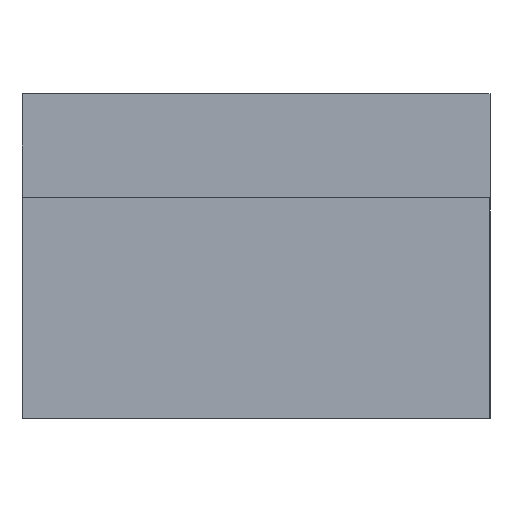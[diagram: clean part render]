
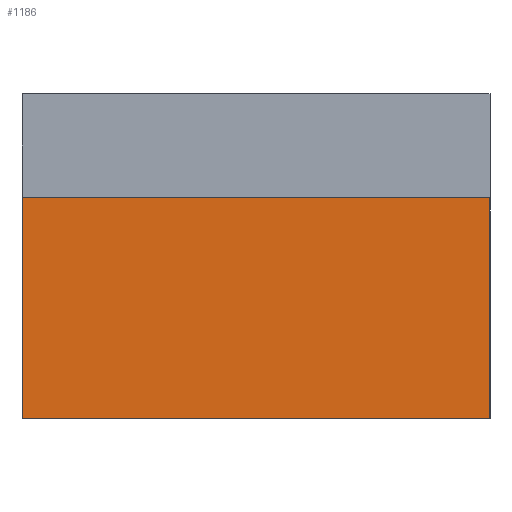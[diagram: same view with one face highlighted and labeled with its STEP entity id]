
A CAD part, left-side view. The second image highlights one B-rep face of the part: STEP entity #1186.
In plain terms, the highlighted planar face has unit normal (-1, 0, 0).
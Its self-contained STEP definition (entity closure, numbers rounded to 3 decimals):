
#91=FACE_OUTER_BOUND('',#170,.T.);
#170=EDGE_LOOP('',(#1012,#1013,#1014,#1015));
#188=LINE('',#1610,#341);
#195=LINE('',#1623,#348);
#250=LINE('',#1735,#403);
#295=LINE('',#1825,#448);
#341=VECTOR('',#1302,10.);
#348=VECTOR('',#1311,10.);
#403=VECTOR('',#1404,10.);
#448=VECTOR('',#1491,10.);
#493=VERTEX_POINT('',#1607);
#494=VERTEX_POINT('',#1609);
#499=VERTEX_POINT('',#1621);
#537=VERTEX_POINT('',#1734);
#592=EDGE_CURVE('',#493,#494,#188,.T.);
#599=EDGE_CURVE('',#499,#493,#195,.T.);
#655=EDGE_CURVE('',#494,#537,#250,.T.);
#702=EDGE_CURVE('',#499,#537,#295,.T.);
#1012=ORIENTED_EDGE('',*,*,#599,.F.);
#1013=ORIENTED_EDGE('',*,*,#702,.T.);
#1014=ORIENTED_EDGE('',*,*,#655,.F.);
#1015=ORIENTED_EDGE('',*,*,#592,.F.);
#1117=PLANE('',#1278);
#1186=ADVANCED_FACE('',(#91),#1117,.T.);
#1278=AXIS2_PLACEMENT_3D('',#1870,#1546,#1547);
#1302=DIRECTION('',(0.,0.,1.));
#1311=DIRECTION('',(0.,1.,0.));
#1404=DIRECTION('',(0.,-1.,0.));
#1491=DIRECTION('',(0.,0.,1.));
#1546=DIRECTION('center_axis',(-1.,0.,0.));
#1547=DIRECTION('ref_axis',(0.,-1.,0.));
#1607=CARTESIAN_POINT('',(0.,18.,0.));
#1609=CARTESIAN_POINT('',(0.,18.,8.5));
#1610=CARTESIAN_POINT('',(0.,18.,0.));
#1621=CARTESIAN_POINT('',(0.,0.,0.));
#1623=CARTESIAN_POINT('',(0.,0.,0.));
#1734=CARTESIAN_POINT('',(0.,0.,8.5));
#1735=CARTESIAN_POINT('',(0.,0.,8.5));
#1825=CARTESIAN_POINT('',(0.,0.,0.));
#1870=CARTESIAN_POINT('Origin',(0.,18.,0.));
